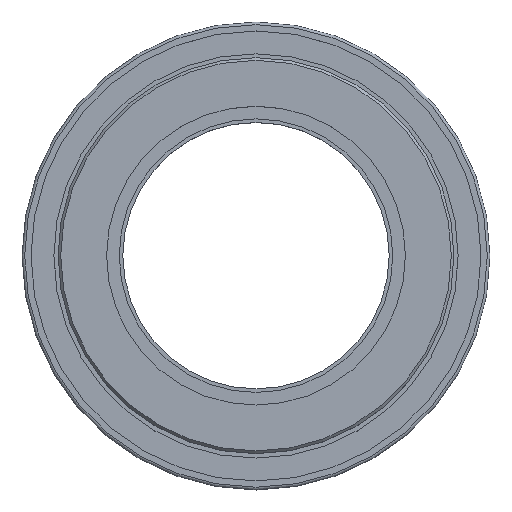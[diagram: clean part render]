
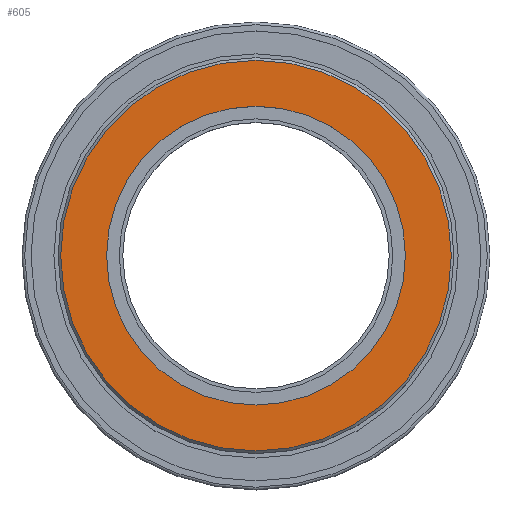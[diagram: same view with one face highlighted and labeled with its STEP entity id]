
A CAD part, top view. The second image highlights one B-rep face of the part: STEP entity #605.
In plain terms, the highlighted face is planar.
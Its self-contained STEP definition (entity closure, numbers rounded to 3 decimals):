
#91 = DIRECTION ( 'NONE',  ( 0., 0., 1. ) ) ;
#104 = EDGE_LOOP ( 'NONE', ( #868 ) ) ;
#226 = FACE_OUTER_BOUND ( 'NONE', #104, .T. ) ;
#383 = AXIS2_PLACEMENT_3D ( 'NONE', #992, #990, #681 ) ;
#409 = DIRECTION ( 'NONE',  ( 0., 0., 1. ) ) ;
#444 = ORIENTED_EDGE ( 'NONE', *, *, #1184, .F. ) ;
#494 = EDGE_CURVE ( 'NONE', #624, #624, #791, .T. ) ;
#536 = EDGE_LOOP ( 'NONE', ( #444 ) ) ;
#601 = CARTESIAN_POINT ( 'NONE',  ( 0., 0., 0. ) ) ;
#605 = ADVANCED_FACE ( 'NONE', ( #226, #1073 ), #903, .T. ) ;
#624 = VERTEX_POINT ( 'NONE', #627 ) ;
#627 = CARTESIAN_POINT ( 'NONE',  ( 0., 0., 54.25 ) ) ;
#681 = DIRECTION ( 'NONE',  ( 0., 0., 1. ) ) ;
#791 = CIRCLE ( 'NONE', #872, 54.25 ) ;
#843 = CARTESIAN_POINT ( 'NONE',  ( 0., 0., 0. ) ) ;
#868 = ORIENTED_EDGE ( 'NONE', *, *, #494, .T. ) ;
#872 = AXIS2_PLACEMENT_3D ( 'NONE', #843, #1269, #91 ) ;
#903 = PLANE ( 'NONE',  #383 ) ;
#990 = DIRECTION ( 'NONE',  ( -1., 0., 0. ) ) ;
#992 = CARTESIAN_POINT ( 'NONE',  ( 0., 41.5, 0. ) ) ;
#1008 = DIRECTION ( 'NONE',  ( -1., 0., 0. ) ) ;
#1073 = FACE_BOUND ( 'NONE', #536, .T. ) ;
#1098 = AXIS2_PLACEMENT_3D ( 'NONE', #601, #1008, #409 ) ;
#1183 = VERTEX_POINT ( 'NONE', #1256 ) ;
#1184 = EDGE_CURVE ( 'NONE', #1183, #1183, #1248, .T. ) ;
#1248 = CIRCLE ( 'NONE', #1098, 41.5 ) ;
#1256 = CARTESIAN_POINT ( 'NONE',  ( 0., 0., 41.5 ) ) ;
#1269 = DIRECTION ( 'NONE',  ( -1., 0., 0. ) ) ;
